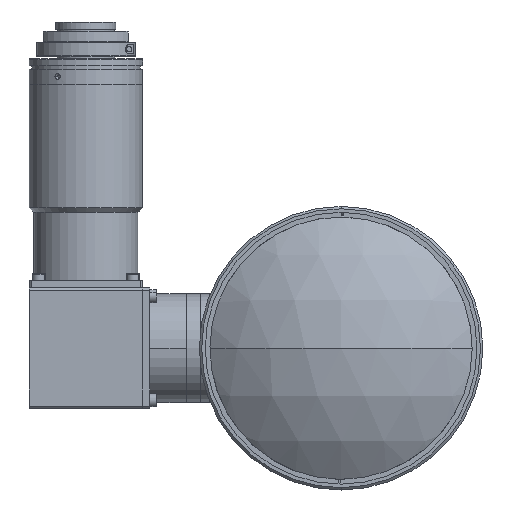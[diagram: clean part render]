
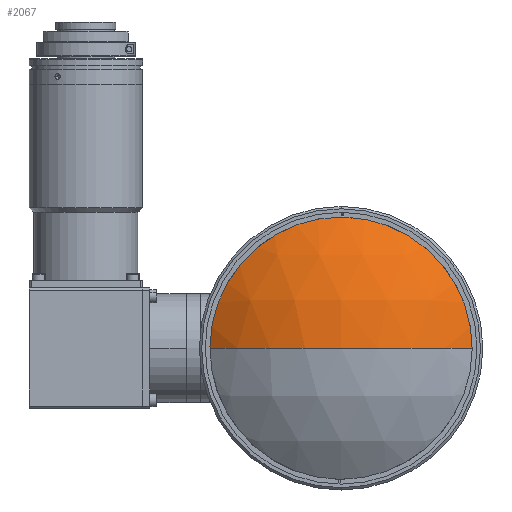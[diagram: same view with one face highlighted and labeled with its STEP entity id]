
A CAD part, left-side view. The second image highlights one B-rep face of the part: STEP entity #2067.
In plain terms, the highlighted spherical face has radius 88.646 mm.
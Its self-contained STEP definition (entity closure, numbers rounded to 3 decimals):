
#1028 = CARTESIAN_POINT ( 'NONE',  ( 0., 0., 0. ) ) ;
#1324 = CARTESIAN_POINT ( 'NONE',  ( 88.646, 0., 0. ) ) ;
#2067 = ADVANCED_FACE ( 'NONE', ( #4459 ), #18581, .T. ) ;
#2093 = DIRECTION ( 'NONE',  ( -1., 0., 0. ) ) ;
#2771 = CARTESIAN_POINT ( 'NONE',  ( 88.646, 0., 0. ) ) ;
#2789 = DIRECTION ( 'NONE',  ( 0., 0., -1. ) ) ;
#3892 = CARTESIAN_POINT ( 'NONE',  ( 20.339, -56.5, 0. ) ) ;
#4042 = DIRECTION ( 'NONE',  ( 0., 0., -1. ) ) ;
#4459 = FACE_OUTER_BOUND ( 'NONE', #6370, .T. ) ;
#6370 = EDGE_LOOP ( 'NONE', ( #13702, #19256, #12130 ) ) ;
#6988 = CIRCLE ( 'NONE', #18847, 56.5 ) ;
#7669 = DIRECTION ( 'NONE',  ( 0., 1., 0. ) ) ;
#7773 = CARTESIAN_POINT ( 'NONE',  ( 88.646, 0., 0. ) ) ;
#7795 = CIRCLE ( 'NONE', #19650, 88.646 ) ;
#9294 = EDGE_CURVE ( 'NONE', #16192, #11829, #7795, .T. ) ;
#9501 = DIRECTION ( 'NONE',  ( 1., 0., 0. ) ) ;
#10942 = AXIS2_PLACEMENT_3D ( 'NONE', #7773, #2789, #7669 ) ;
#10987 = DIRECTION ( 'NONE',  ( 0., 0., 1. ) ) ;
#11651 = CARTESIAN_POINT ( 'NONE',  ( 20.339, 0., 0. ) ) ;
#11829 = VERTEX_POINT ( 'NONE', #1028 ) ;
#12112 = DIRECTION ( 'NONE',  ( 0., 1., 0. ) ) ;
#12130 = ORIENTED_EDGE ( 'NONE', *, *, #9294, .T. ) ;
#13326 = AXIS2_PLACEMENT_3D ( 'NONE', #2771, #4042, #12112 ) ;
#13702 = ORIENTED_EDGE ( 'NONE', *, *, #13736, .F. ) ;
#13736 = EDGE_CURVE ( 'NONE', #16737, #11829, #20098, .T. ) ;
#15765 = EDGE_CURVE ( 'NONE', #16737, #16192, #6988, .T. ) ;
#15822 = CARTESIAN_POINT ( 'NONE',  ( 20.339, 56.5, 0. ) ) ;
#16192 = VERTEX_POINT ( 'NONE', #15822 ) ;
#16737 = VERTEX_POINT ( 'NONE', #3892 ) ;
#18114 = DIRECTION ( 'NONE',  ( 0., 0., 1. ) ) ;
#18581 = SPHERICAL_SURFACE ( 'NONE', #13326, 88.646 ) ;
#18847 = AXIS2_PLACEMENT_3D ( 'NONE', #11651, #2093, #18114 ) ;
#19256 = ORIENTED_EDGE ( 'NONE', *, *, #15765, .T. ) ;
#19650 = AXIS2_PLACEMENT_3D ( 'NONE', #1324, #10987, #9501 ) ;
#20098 = CIRCLE ( 'NONE', #10942, 88.646 ) ;
